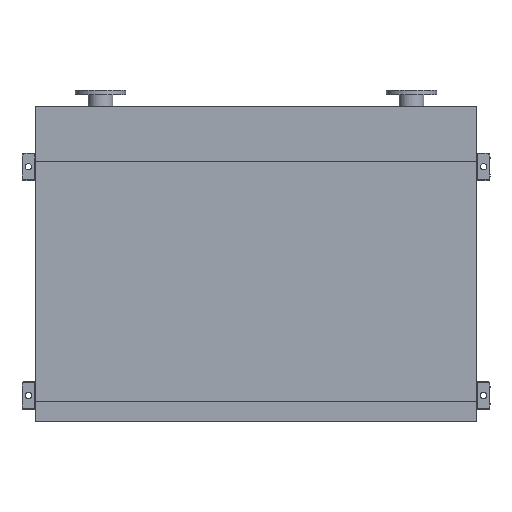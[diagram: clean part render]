
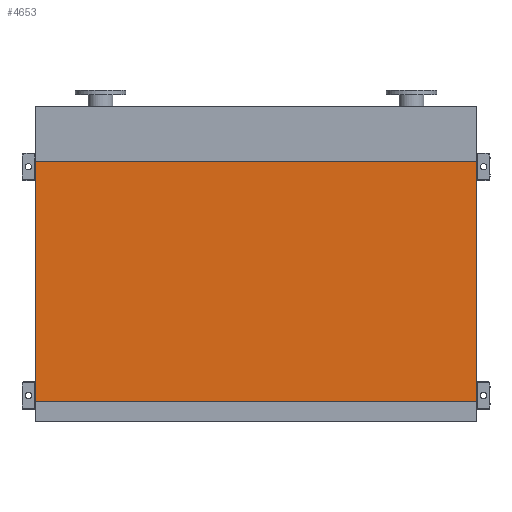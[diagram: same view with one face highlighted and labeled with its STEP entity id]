
A CAD part, front view. The second image highlights one B-rep face of the part: STEP entity #4653.
In plain terms, the highlighted planar face has unit normal (0, -1, 0).
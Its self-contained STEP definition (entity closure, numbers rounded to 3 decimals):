
#264 = VECTOR ( 'NONE', #14829, 1000. ) ;
#389 = EDGE_CURVE ( 'NONE', #12276, #15783, #6356, .T. ) ;
#407 = CARTESIAN_POINT ( 'NONE',  ( 965., 0., -1050. ) ) ;
#585 = DIRECTION ( 'NONE',  ( 0., 0., 1. ) ) ;
#703 = EDGE_CURVE ( 'NONE', #16027, #15783, #4665, .T. ) ;
#853 = VECTOR ( 'NONE', #13862, 1000. ) ;
#962 = CARTESIAN_POINT ( 'NONE',  ( -965., 0., 0. ) ) ;
#1453 = ORIENTED_EDGE ( 'NONE', *, *, #14734, .T. ) ;
#2740 = ORIENTED_EDGE ( 'NONE', *, *, #703, .T. ) ;
#3108 = FACE_OUTER_BOUND ( 'NONE', #3109, .T. ) ;
#3109 = EDGE_LOOP ( 'NONE', ( #8152, #12319, #1453, #2740 ) ) ;
#3981 = AXIS2_PLACEMENT_3D ( 'NONE', #15347, #7772, #16578 ) ;
#4653 = ADVANCED_FACE ( 'NONE', ( #3108 ), #15235, .T. ) ;
#4665 = LINE ( 'NONE', #8860, #853 ) ;
#4864 = DIRECTION ( 'NONE',  ( 1., 0., 0. ) ) ;
#5973 = VECTOR ( 'NONE', #585, 1000. ) ;
#6356 = LINE ( 'NONE', #12985, #16284 ) ;
#7772 = DIRECTION ( 'NONE',  ( 0., -1., 0. ) ) ;
#8152 = ORIENTED_EDGE ( 'NONE', *, *, #389, .F. ) ;
#8860 = CARTESIAN_POINT ( 'NONE',  ( 965., 0., -1050. ) ) ;
#9297 = CARTESIAN_POINT ( 'NONE',  ( -965., 0., -1050. ) ) ;
#11406 = CARTESIAN_POINT ( 'NONE',  ( 965., 0., 0. ) ) ;
#11527 = LINE ( 'NONE', #16068, #264 ) ;
#12276 = VERTEX_POINT ( 'NONE', #962 ) ;
#12319 = ORIENTED_EDGE ( 'NONE', *, *, #14357, .F. ) ;
#12770 = VERTEX_POINT ( 'NONE', #13409 ) ;
#12985 = CARTESIAN_POINT ( 'NONE',  ( -965., 0., 0. ) ) ;
#13409 = CARTESIAN_POINT ( 'NONE',  ( -965., 0., -1050. ) ) ;
#13862 = DIRECTION ( 'NONE',  ( 0., 0., 1. ) ) ;
#14357 = EDGE_CURVE ( 'NONE', #12770, #12276, #16350, .T. ) ;
#14734 = EDGE_CURVE ( 'NONE', #12770, #16027, #11527, .T. ) ;
#14829 = DIRECTION ( 'NONE',  ( 1., 0., 0. ) ) ;
#15235 = PLANE ( 'NONE',  #3981 ) ;
#15347 = CARTESIAN_POINT ( 'NONE',  ( -965., 0., -1050. ) ) ;
#15783 = VERTEX_POINT ( 'NONE', #11406 ) ;
#16027 = VERTEX_POINT ( 'NONE', #407 ) ;
#16068 = CARTESIAN_POINT ( 'NONE',  ( -965., 0., -1050. ) ) ;
#16284 = VECTOR ( 'NONE', #4864, 1000. ) ;
#16350 = LINE ( 'NONE', #9297, #5973 ) ;
#16578 = DIRECTION ( 'NONE',  ( 0., 0., -1. ) ) ;
